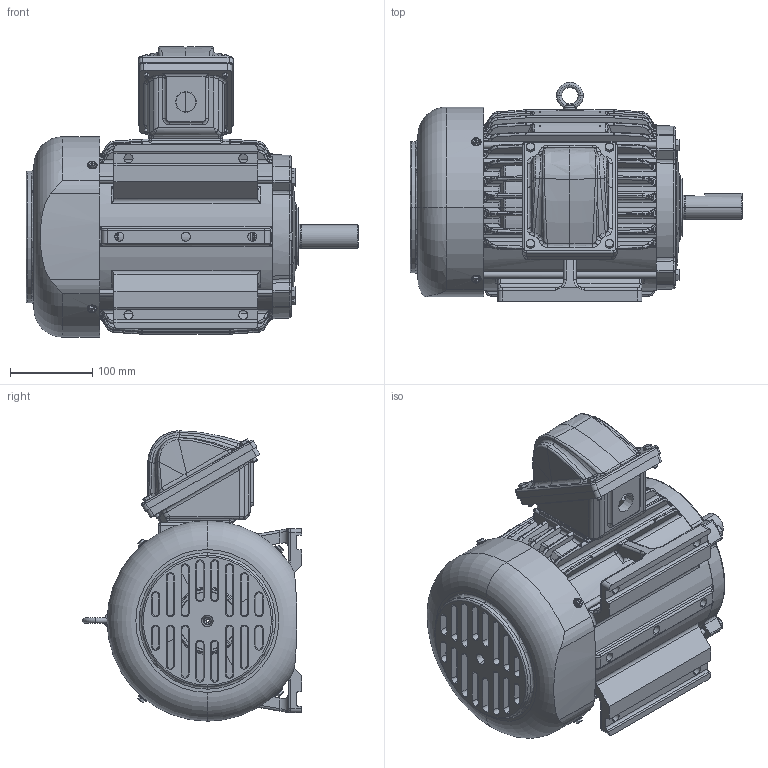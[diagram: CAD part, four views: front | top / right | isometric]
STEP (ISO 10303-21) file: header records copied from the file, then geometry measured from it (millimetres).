
FILE_DESCRIPTION(('CATIA V5 STEP Exchange'),'2;1');
FILE_NAME('31043A297--AEHHXV 184T.stp','2017-11-09T10:23:10+00:00',('none'),('none'),'Unofficial Packaging Version','CATIA V5 STEP AP203','none');
FILE_SCHEMA(('CONFIG_CONTROL_DESIGN'));
Length unit declared in the file: millimetre
Products named in the file (1): 31043A297--AEHHXV 184T
Bounding box: 404.11 x 266.6 x 353.42 mm (x, y, z)
Volume: 4104723.8 mm3; surface area: 1048262.5 mm2
Topology: 2 solids, 13 shells, 3270 faces, 8284 edges, 4918 vertices
Faces by surface type: bspline 1065, cylinder 693, plane 612, torus 438, cone 355, sphere 95, revolution 12
Entity records: 140698 total; most frequent: CARTESIAN_POINT 77824, ORIENTED_EDGE 16088, DIRECTION 8060, EDGE_CURVE 8044, VERTEX_POINT 4918, AXIS2_PLACEMENT_3D 4128, EDGE_LOOP 3488, ADVANCED_FACE 3270
